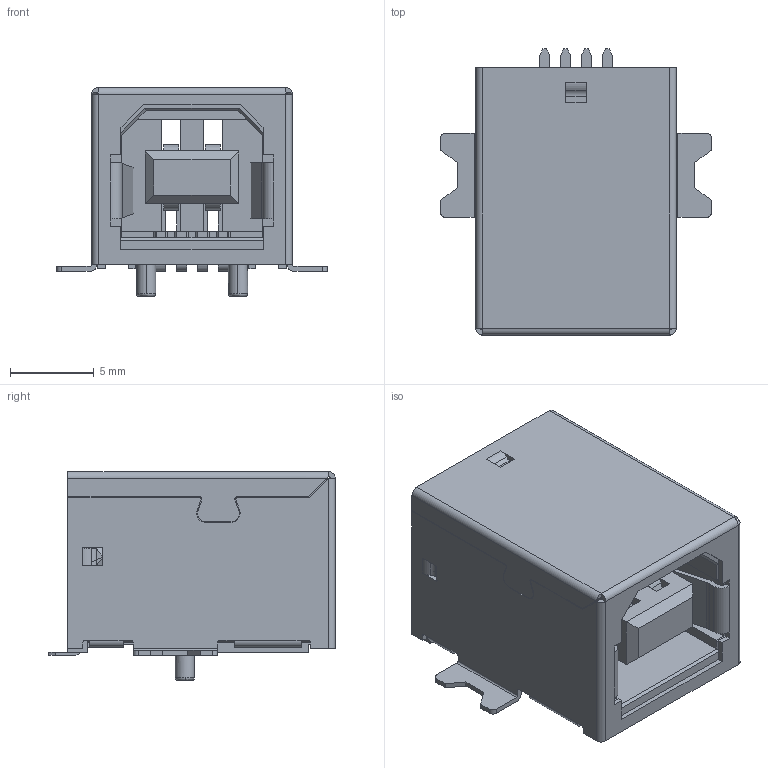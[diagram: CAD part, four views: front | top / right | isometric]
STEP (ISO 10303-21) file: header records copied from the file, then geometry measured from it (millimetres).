
FILE_DESCRIPTION (( 'STEP AP203' ), '1' );
FILE_NAME ('CONNFUSBBSMT()_CONNFUSBBSMT_01_sldprt.STEP', '2016-06-02T17:07:41', ( 'Shusen Zhang' ), ( 'MathWorks' ), 'SwSTEP 2.0', 'SolidWorks 2015', '' );
FILE_SCHEMA (( 'CONFIG_CONTROL_DESIGN' ));
Length unit declared in the file: inch
Products named in the file (1): CONNFUSBBSMT()_CONNFUSBBSMT_01_sldprt
Bounding box: 16.2 x 17.15 x 12.5 mm (x, y, z)
Surface area: 2770.2 mm2 (no closed solid volume)
Topology: 0 solids, 10 shells, 407 faces, 1319 edges, 900 vertices
Faces by surface type: plane 297, cylinder 106, bspline 4
Entity records: 14442 total; most frequent: CARTESIAN_POINT 2795, DIRECTION 2351, ORIENTED_EDGE 2337, EDGE_CURVE 1319, VECTOR 1055, LINE 1055, VERTEX_POINT 900, AXIS2_PLACEMENT_3D 648
